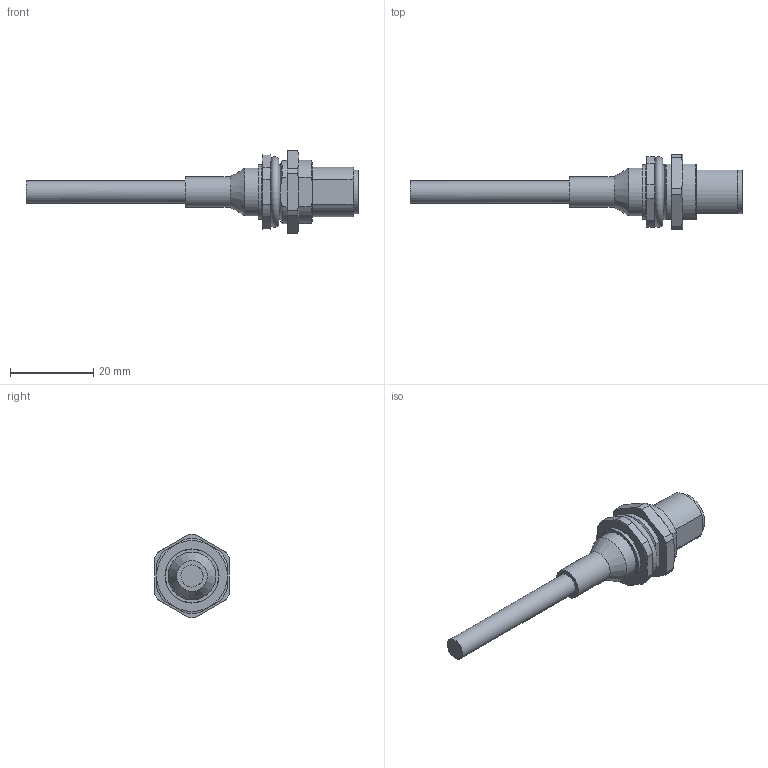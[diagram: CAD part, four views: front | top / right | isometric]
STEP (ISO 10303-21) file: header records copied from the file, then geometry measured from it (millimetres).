
FILE_DESCRIPTION(/* description */ (''),/* implementation_level */ '2;1');
FILE_NAME(/* name */ '70-3441-287-05-001_00.stp',/* time_stamp */ '2012-01-11T16:28:01+01:00',/* author */ (''),/* organization */ (''),/* preprocessor_version */ 'ST-DEVELOPER v11',/* originating_system */ 'SIEMENS UGS NX 6.0',/* authorisation */ '');
FILE_SCHEMA (('CONFIG_CONTROL_DESIGN'));
Length unit declared in the file: millimetre
Products named in the file (1): kbor0F69my4a
Bounding box: 79.7 x 18 x 19.99 mm (x, y, z)
Volume: 5291.8 mm3; surface area: 3346.2 mm2
Topology: 1 solids, 1 shells, 130 faces, 314 edges, 204 vertices
Faces by surface type: plane 50, cylinder 31, cone 26, extrusion 16, sphere 5, torus 2
Full cylindrical faces by diameter (mm): 1 x5, 5.3 x1, 7.4 x1, 8.3 x1, 10.4 x1, 11.5 x1, 13 x2
Entity records: 4041 total; most frequent: CARTESIAN_POINT 1216, ORIENTED_EDGE 538, DIRECTION 525, EDGE_CURVE 269, AXIS2_PLACEMENT_3D 209, VERTEX_POINT 188, EDGE_LOOP 177, ADVANCED_FACE 130
